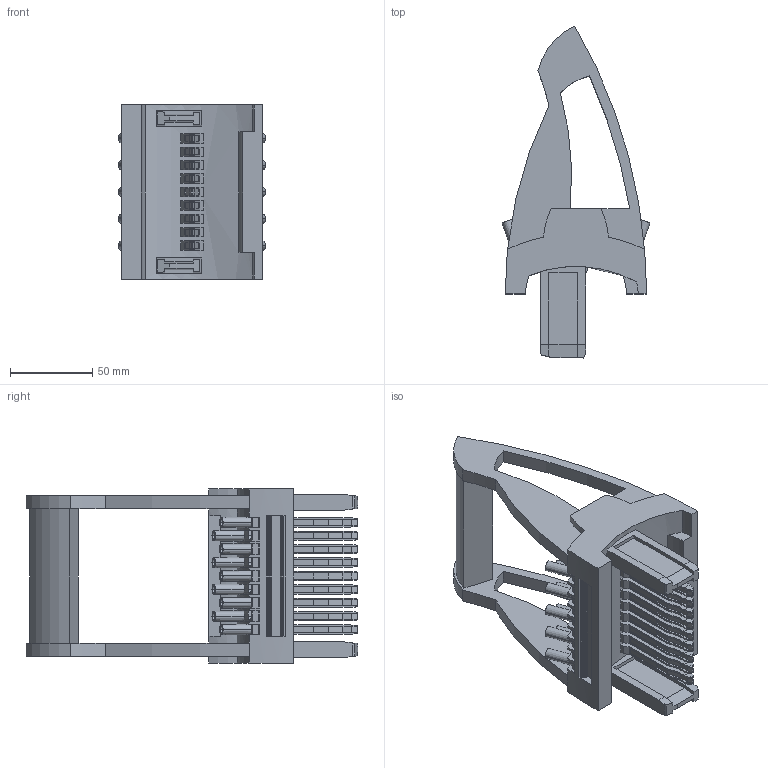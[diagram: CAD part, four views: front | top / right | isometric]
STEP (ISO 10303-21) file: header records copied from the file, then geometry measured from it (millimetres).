
FILE_DESCRIPTION(('SolidDesigner STEP Export'),'2;1');
FILE_NAME('3069242_FTP_8_1-select.stp','2014-06-03T11:36:09',(''),(''),'Creo Elements/Direct Modeling STEP processor for AP214 (Solid Model)','Creo Elements/Direct Modeling 18.1B 29-Sep-2012 (C) Parametric Technology GmbH','');
FILE_SCHEMA(('AUTOMOTIVE_DESIGN { 1 0 10303 214 1 1 1 1 }'));
Products named in the file (2): 3069242_FTP_8_1-select
Assembly tree (1 placements, depth 2):
  3069242_FTP_8_1-select
    3069242_FTP_8_1-select
Bounding box: 89.89 x 201.74 x 105.95 mm (x, y, z)
Volume: 386369.9 mm3; surface area: 109808.7 mm2
Topology: 1 solids, 1 shells, 1138 faces, 3242 edges, 2160 vertices
Faces by surface type: plane 890, cylinder 212, cone 36
Entity records: 61778 total; most frequent: CARTESIAN_POINT 23753, ORIENTED_EDGE 6484, DIRECTION 5354, EDGE_CURVE 3242, VECTOR 2272, LINE 2272, VERTEX_POINT 2160, AXIS2_PLACEMENT_3D 1541
